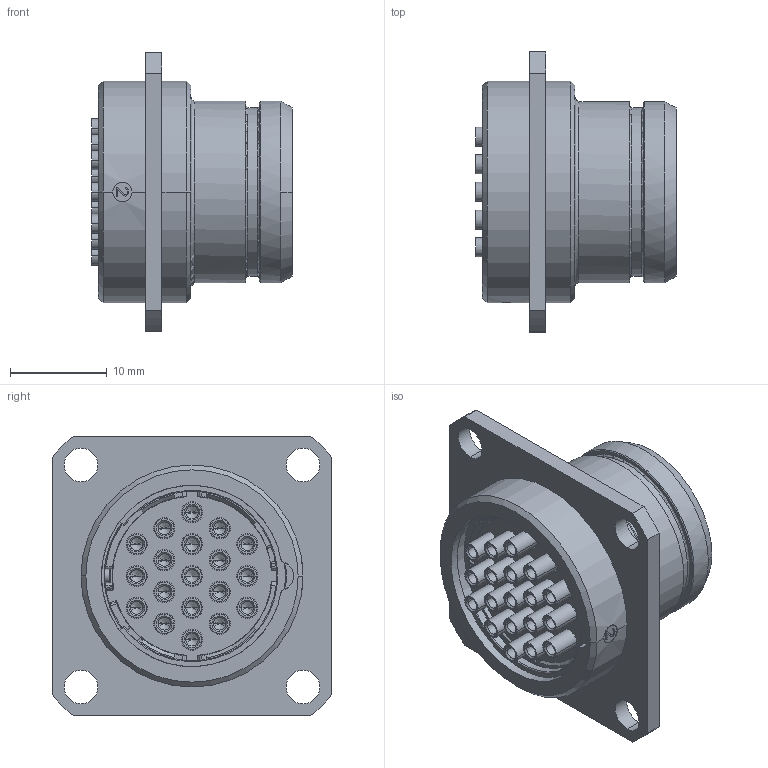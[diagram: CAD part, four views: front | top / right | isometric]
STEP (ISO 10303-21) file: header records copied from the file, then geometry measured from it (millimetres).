
FILE_DESCRIPTION((''),'2;1');
FILE_NAME('1332E319MZ','2024-07-30T13:53:18',('paultorloting'),('NET AG system integration'),'CREO PARAMETRIC BY PTC INC, 2021404','CREO PARAMETRIC BY PTC INC, 2021404','');
FILE_SCHEMA(('AUTOMOTIVE_DESIGN { 1 0 10303 214 1 1 1 1 }'));
Length unit declared in the file: millimetre
Products named in the file (1): 1332E319MZ
Bounding box: 20.78 x 29 x 29 mm (x, y, z)
Volume: 4936.6 mm3; surface area: 6451.4 mm2
Topology: 1 solids, 24 shells, 1449 faces, 3564 edges, 2254 vertices
Faces by surface type: plane 724, cylinder 452, cone 132, torus 102, bspline 39
Entity records: 53768 total; most frequent: CARTESIAN_POINT 9700, DIRECTION 7408, ORIENTED_EDGE 7052, EDGE_CURVE 3526, AXIS2_PLACEMENT_3D 2674, VERTEX_POINT 2254, VECTOR 2057, LINE 2057
